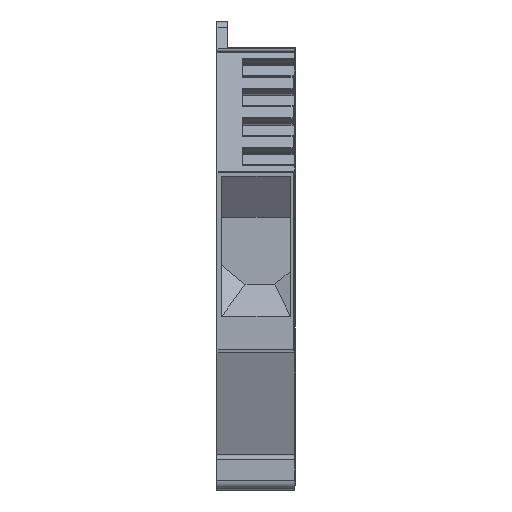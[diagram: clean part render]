
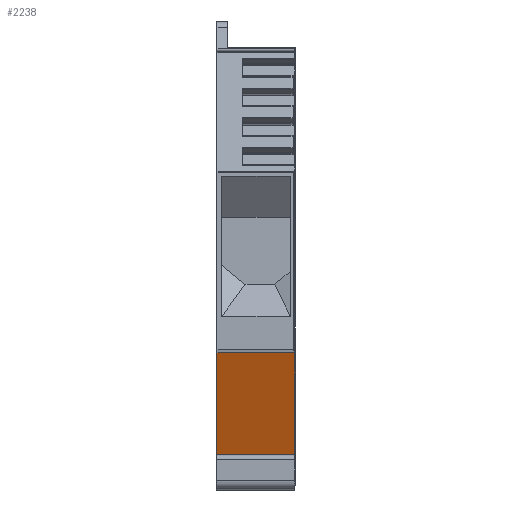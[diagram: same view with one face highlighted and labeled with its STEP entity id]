
A CAD part, front view. The second image highlights one B-rep face of the part: STEP entity #2238.
In plain terms, the highlighted planar face has unit normal (0, -0.927, -0.375).
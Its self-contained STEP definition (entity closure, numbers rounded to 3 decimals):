
#2210=AXIS2_PLACEMENT_3D('Plane Axis2P3D',#2207,#2208,#2209) ;
#306=CARTESIAN_POINT('Vertex',(7.9,0.2,13.576)) ;
#309=CARTESIAN_POINT('Line Origine',(7.9,2.313,8.347)) ;
#313=CARTESIAN_POINT('Vertex',(7.9,4.425,3.118)) ;
#2190=CARTESIAN_POINT('Vertex',(7.827,0.073,13.891)) ;
#2194=CARTESIAN_POINT('Control Point',(7.9,0.2,13.576)) ;
#2195=CARTESIAN_POINT('Control Point',(7.827,0.073,13.891)) ;
#2207=CARTESIAN_POINT('Axis2P3D Location',(7.9,4.425,3.118)) ;
#2212=CARTESIAN_POINT('Line Origine',(3.913,0.073,13.891)) ;
#2216=CARTESIAN_POINT('Vertex',(0.,0.073,13.891)) ;
#2219=CARTESIAN_POINT('Line Origine',(0.,2.249,8.504)) ;
#2223=CARTESIAN_POINT('Vertex',(0.,4.425,3.118)) ;
#2226=CARTESIAN_POINT('Line Origine',(3.95,4.425,3.118)) ;
#310=DIRECTION('Vector Direction',(0.,-0.375,0.927)) ;
#2208=DIRECTION('Axis2P3D Direction',(0.,-0.927,-0.375)) ;
#2209=DIRECTION('Axis2P3D XDirection',(0.,-0.375,0.927)) ;
#2213=DIRECTION('Vector Direction',(-1.,0.,0.)) ;
#2220=DIRECTION('Vector Direction',(0.,-0.375,0.927)) ;
#2227=DIRECTION('Vector Direction',(-1.,0.,0.)) ;
#311=VECTOR('Line Direction',#310,1.) ;
#2214=VECTOR('Line Direction',#2213,1.) ;
#2221=VECTOR('Line Direction',#2220,1.) ;
#2228=VECTOR('Line Direction',#2227,1.) ;
#2232=ORIENTED_EDGE('',*,*,#2218,.T.) ;
#2233=ORIENTED_EDGE('',*,*,#2225,.T.) ;
#2234=ORIENTED_EDGE('',*,*,#2230,.F.) ;
#2235=ORIENTED_EDGE('',*,*,#315,.F.) ;
#2236=ORIENTED_EDGE('',*,*,#2196,.F.) ;
#2238=ADVANCED_FACE('KLTR WTQ6/1/EN.1\\Ergebnis von  Basisgeometrie KLTR WT...6/1/EN',(#2237),#2211,.T.) ;
#2193=B_SPLINE_CURVE_WITH_KNOTS('',1,(#2194,#2195),.UNSPECIFIED.,.F.,.U.,(2,2),(-0.174,0.174),.UNSPECIFIED.) ;
#315=EDGE_CURVE('',#307,#314,#312,.F.) ;
#2196=EDGE_CURVE('',#2191,#307,#2193,.F.) ;
#2218=EDGE_CURVE('',#2191,#2217,#2215,.T.) ;
#2225=EDGE_CURVE('',#2217,#2224,#2222,.F.) ;
#2230=EDGE_CURVE('',#314,#2224,#2229,.T.) ;
#2231=EDGE_LOOP('',(#2232,#2233,#2234,#2235,#2236)) ;
#2237=FACE_OUTER_BOUND('',#2231,.T.) ;
#312=LINE('Line',#309,#311) ;
#2215=LINE('Line',#2212,#2214) ;
#2222=LINE('Line',#2219,#2221) ;
#2229=LINE('Line',#2226,#2228) ;
#2211=PLANE('',#2210) ;
#307=VERTEX_POINT('',#306) ;
#314=VERTEX_POINT('',#313) ;
#2191=VERTEX_POINT('',#2190) ;
#2217=VERTEX_POINT('',#2216) ;
#2224=VERTEX_POINT('',#2223) ;
